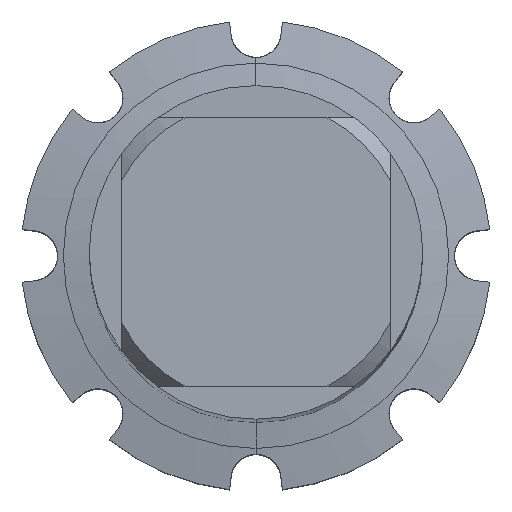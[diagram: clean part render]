
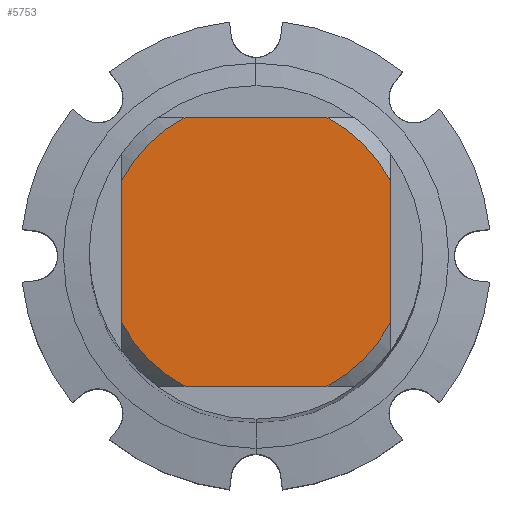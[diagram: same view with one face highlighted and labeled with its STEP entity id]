
A CAD part, top view. The second image highlights one B-rep face of the part: STEP entity #5753.
In plain terms, the highlighted planar face has unit normal (0, 0, 1).
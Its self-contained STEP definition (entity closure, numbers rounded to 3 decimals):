
#3463=EDGE_CURVE('',#4897,#3749,#9240,.T.);
#3749=VERTEX_POINT('',#9549);
#3851=VERTEX_POINT('',#9656);
#3861=VERTEX_POINT('',#9666);
#4679=VERTEX_POINT('',#10549);
#4695=VERTEX_POINT('',#10567);
#4897=VERTEX_POINT('',#10791);
#5115=VERTEX_POINT('',#11024);
#5251=VERTEX_POINT('',#11166);
#5675=EDGE_CURVE('',#4679,#3749,#11636,.T.);
#5753=ADVANCED_FACE('',(#11720),#11721,.T.);
#5849=EDGE_CURVE('',#4679,#3861,#11823,.T.);
#6237=EDGE_CURVE('',#4897,#5115,#12242,.T.);
#7545=EDGE_CURVE('',#4695,#5251,#13647,.T.);
#7823=EDGE_CURVE('',#4695,#3861,#13947,.T.);
#7957=EDGE_CURVE('',#3851,#5251,#14094,.T.);
#8449=EDGE_CURVE('',#3851,#5115,#14643,.T.);
#9240=LINE('',#15956,#15957);
#9549=CARTESIAN_POINT('',(-7.25,-3.831,0.0));
#9656=CARTESIAN_POINT('',(3.831,7.25,0.0));
#9666=CARTESIAN_POINT('',(3.831,-7.25,0.0));
#10549=CARTESIAN_POINT('',(-3.831,-7.25,0.0));
#10567=CARTESIAN_POINT('',(7.25,-3.831,0.0));
#10791=CARTESIAN_POINT('',(-7.25,3.831,0.0));
#11024=CARTESIAN_POINT('',(-3.831,7.25,0.0));
#11166=CARTESIAN_POINT('',(7.25,3.831,0.0));
#11636=CIRCLE('',#20227,8.2);
#11720=FACE_OUTER_BOUND('',#20373,.T.);
#11721=PLANE('',#20374);
#11823=LINE('',#20544,#20545);
#12242=CIRCLE('',#21207,8.2);
#13647=LINE('',#23692,#23693);
#13947=CIRCLE('',#24188,8.2);
#14094=CIRCLE('',#24439,8.2);
#14643=LINE('',#25361,#25362);
#15956=CARTESIAN_POINT('',(-7.25,2.05,0.0));
#15957=VECTOR('',#26252,1.0);
#20227=AXIS2_PLACEMENT_3D('',#28766,#28767,#28768);
#20373=EDGE_LOOP('',(#28857,#28858,#28859,#28860,#28861,#28862,#28863,#28864));
#20374=AXIS2_PLACEMENT_3D('',#28865,#28866,#28867);
#20544=CARTESIAN_POINT('',(0.0,-7.25,0.0));
#20545=VECTOR('',#28954,1.0);
#21207=AXIS2_PLACEMENT_3D('',#29377,#29378,#29379);
#23692=CARTESIAN_POINT('',(7.25,2.05,0.0));
#23693=VECTOR('',#30841,1.0);
#24188=AXIS2_PLACEMENT_3D('',#31183,#31184,#31185);
#24439=AXIS2_PLACEMENT_3D('',#31396,#31397,#31398);
#25361=CARTESIAN_POINT('',(0.0,7.25,0.0));
#25362=VECTOR('',#32062,1.0);
#26252=DIRECTION('',(-0.0,-1.0,0.0));
#28766=CARTESIAN_POINT('',(0.0,0.0,0.0));
#28767=DIRECTION('',(0.0,0.0,-1.0));
#28768=DIRECTION('',(0.0,1.0,0.0));
#28857=ORIENTED_EDGE('',*,*,#3463,.T.);
#28858=ORIENTED_EDGE('',*,*,#5675,.F.);
#28859=ORIENTED_EDGE('',*,*,#5849,.T.);
#28860=ORIENTED_EDGE('',*,*,#7823,.F.);
#28861=ORIENTED_EDGE('',*,*,#7545,.T.);
#28862=ORIENTED_EDGE('',*,*,#7957,.F.);
#28863=ORIENTED_EDGE('',*,*,#8449,.T.);
#28864=ORIENTED_EDGE('',*,*,#6237,.F.);
#28865=CARTESIAN_POINT('',(0.0,4.1,0.0));
#28866=DIRECTION('',(-0.0,0.0,1.0));
#28867=DIRECTION('',(0.0,-1.0,0.0));
#28954=DIRECTION('',(1.0,0.0,0.0));
#29377=CARTESIAN_POINT('',(0.0,0.0,0.0));
#29378=DIRECTION('',(0.0,0.0,-1.0));
#29379=DIRECTION('',(0.0,1.0,0.0));
#30841=DIRECTION('',(-0.0,1.0,0.0));
#31183=CARTESIAN_POINT('',(0.0,0.0,0.0));
#31184=DIRECTION('',(0.0,0.0,-1.0));
#31185=DIRECTION('',(0.0,1.0,0.0));
#31396=CARTESIAN_POINT('',(0.0,0.0,0.0));
#31397=DIRECTION('',(0.0,0.0,-1.0));
#31398=DIRECTION('',(0.0,1.0,0.0));
#32062=DIRECTION('',(-1.0,0.0,0.0));
